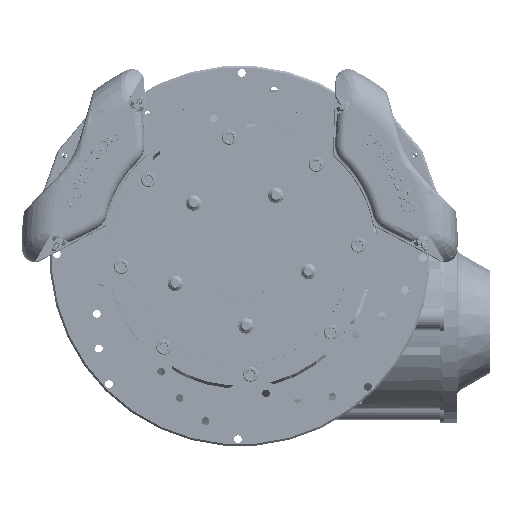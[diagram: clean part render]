
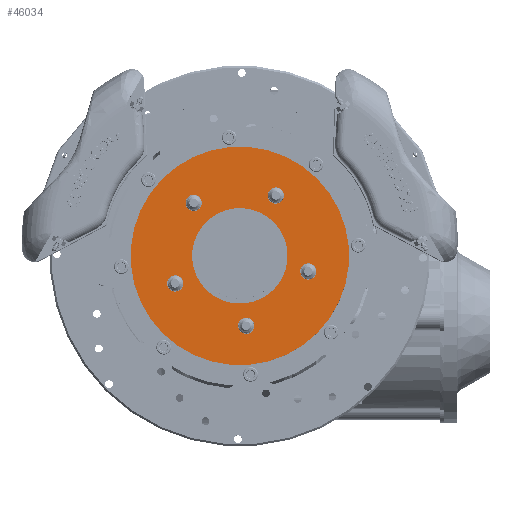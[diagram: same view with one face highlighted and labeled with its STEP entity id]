
A CAD part, top view. The second image highlights one B-rep face of the part: STEP entity #46034.
In plain terms, the highlighted planar face has unit normal (0, 0, 1).
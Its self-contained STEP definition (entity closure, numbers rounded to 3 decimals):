
#8369=PLANE('',#49729);
#10490=FACE_BOUND('',#15273,.T.);
#10491=FACE_BOUND('',#15274,.T.);
#10492=FACE_BOUND('',#15275,.T.);
#10493=FACE_BOUND('',#15276,.T.);
#10494=FACE_BOUND('',#15277,.T.);
#10495=FACE_BOUND('',#15278,.T.);
#11992=FACE_OUTER_BOUND('',#15272,.T.);
#15272=EDGE_LOOP('',(#34839));
#15273=EDGE_LOOP('',(#34840));
#15274=EDGE_LOOP('',(#34841));
#15275=EDGE_LOOP('',(#34842));
#15276=EDGE_LOOP('',(#34843));
#15277=EDGE_LOOP('',(#34844));
#15278=EDGE_LOOP('',(#34845));
#18928=CIRCLE('',#49676,0.66);
#18930=CIRCLE('',#49679,0.66);
#18932=CIRCLE('',#49682,0.66);
#18934=CIRCLE('',#49685,0.66);
#18936=CIRCLE('',#49688,0.66);
#18940=CIRCLE('',#49695,3.886);
#18961=CIRCLE('',#49728,8.89);
#21820=VERTEX_POINT('',#78811);
#21822=VERTEX_POINT('',#78816);
#21824=VERTEX_POINT('',#78821);
#21826=VERTEX_POINT('',#78826);
#21828=VERTEX_POINT('',#78831);
#21832=VERTEX_POINT('',#78842);
#21853=VERTEX_POINT('',#78896);
#26665=EDGE_CURVE('',#21820,#21820,#18928,.T.);
#26667=EDGE_CURVE('',#21822,#21822,#18930,.T.);
#26669=EDGE_CURVE('',#21824,#21824,#18932,.T.);
#26671=EDGE_CURVE('',#21826,#21826,#18934,.T.);
#26673=EDGE_CURVE('',#21828,#21828,#18936,.T.);
#26677=EDGE_CURVE('',#21832,#21832,#18940,.T.);
#26698=EDGE_CURVE('',#21853,#21853,#18961,.T.);
#34839=ORIENTED_EDGE('',*,*,#26698,.T.);
#34840=ORIENTED_EDGE('',*,*,#26665,.T.);
#34841=ORIENTED_EDGE('',*,*,#26667,.T.);
#34842=ORIENTED_EDGE('',*,*,#26669,.T.);
#34843=ORIENTED_EDGE('',*,*,#26671,.T.);
#34844=ORIENTED_EDGE('',*,*,#26673,.T.);
#34845=ORIENTED_EDGE('',*,*,#26677,.T.);
#46034=ADVANCED_FACE('',(#11992,#10490,#10491,#10492,#10493,#10494,#10495),
#8369,.T.);
#49676=AXIS2_PLACEMENT_3D('',#78812,#57224,#57225);
#49679=AXIS2_PLACEMENT_3D('',#78817,#57230,#57231);
#49682=AXIS2_PLACEMENT_3D('',#78822,#57236,#57237);
#49685=AXIS2_PLACEMENT_3D('',#78827,#57242,#57243);
#49688=AXIS2_PLACEMENT_3D('',#78832,#57248,#57249);
#49695=AXIS2_PLACEMENT_3D('',#78843,#57262,#57263);
#49728=AXIS2_PLACEMENT_3D('',#78897,#57328,#57329);
#49729=AXIS2_PLACEMENT_3D('',#78898,#57330,#57331);
#57224=DIRECTION('center_axis',(0.,0.,-1.));
#57225=DIRECTION('ref_axis',(1.,0.,0.));
#57230=DIRECTION('center_axis',(0.,0.,-1.));
#57231=DIRECTION('ref_axis',(1.,0.,0.));
#57236=DIRECTION('center_axis',(0.,0.,-1.));
#57237=DIRECTION('ref_axis',(1.,0.,0.));
#57242=DIRECTION('center_axis',(0.,0.,-1.));
#57243=DIRECTION('ref_axis',(1.,0.,0.));
#57248=DIRECTION('center_axis',(0.,0.,-1.));
#57249=DIRECTION('ref_axis',(1.,0.,0.));
#57262=DIRECTION('center_axis',(0.,0.,-1.));
#57263=DIRECTION('ref_axis',(1.,0.,0.));
#57328=DIRECTION('center_axis',(0.,0.,1.));
#57329=DIRECTION('ref_axis',(1.,0.,0.));
#57330=DIRECTION('center_axis',(0.,0.,1.));
#57331=DIRECTION('ref_axis',(1.,0.,0.));
#78811=CARTESIAN_POINT('',(4.775,1.766,5.715));
#78812=CARTESIAN_POINT('Origin',(5.435,1.766,5.715));
#78816=CARTESIAN_POINT('',(-0.66,5.715,5.715));
#78817=CARTESIAN_POINT('Origin',(0.,5.715,5.715));
#78821=CARTESIAN_POINT('',(2.699,-4.624,5.715));
#78822=CARTESIAN_POINT('Origin',(3.359,-4.624,5.715));
#78826=CARTESIAN_POINT('',(-6.096,1.766,5.715));
#78827=CARTESIAN_POINT('Origin',(-5.435,1.766,5.715));
#78831=CARTESIAN_POINT('',(-4.02,-4.624,5.715));
#78832=CARTESIAN_POINT('Origin',(-3.359,-4.624,5.715));
#78842=CARTESIAN_POINT('',(-3.886,0.,5.715));
#78843=CARTESIAN_POINT('Origin',(0.,0.,5.715));
#78896=CARTESIAN_POINT('',(0.,8.89,5.715));
#78897=CARTESIAN_POINT('Origin',(0.,0.,5.715));
#78898=CARTESIAN_POINT('Origin',(0.,0.,5.715));
